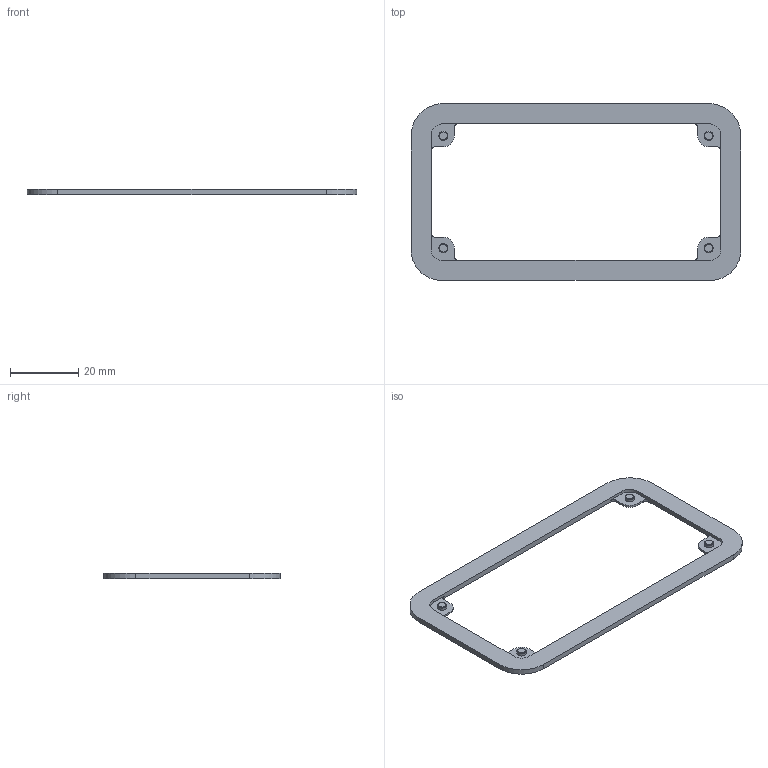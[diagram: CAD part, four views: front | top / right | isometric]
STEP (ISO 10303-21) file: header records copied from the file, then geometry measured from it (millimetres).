
FILE_DESCRIPTION(/* description */ (''),/* implementation_level */ '2;1');
FILE_NAME(/* name */ 'coating_mask.step',/* time_stamp */ '2021-10-22T00:00:00+03:00',/* author */ (''),/* organization */ (''),/* preprocessor_version */ 'ST-DEVELOPER v18.1',/* originating_system */ 'Autodesk Translation Framework v10.10.0.1391',/* authorisation */ '');
FILE_SCHEMA (('AUTOMOTIVE_DESIGN { 1 0 10303 214 3 1 1 }'));
Length unit declared in the file: millimetre
Products named in the file (1): coating_mask
Bounding box: 97 x 52 x 1.6 mm (x, y, z)
Volume: 2611.9 mm3; surface area: 4319.1 mm2
Topology: 1 solids, 1 shells, 54 faces, 140 edges, 92 vertices
Faces by surface type: plane 26, cylinder 24, cone 4
Full cylindrical faces by diameter (mm): 2.7 x4
Entity records: 1708 total; most frequent: DIRECTION 302, CARTESIAN_POINT 287, ORIENTED_EDGE 280, EDGE_CURVE 140, AXIS2_PLACEMENT_3D 107, VERTEX_POINT 92, LINE 88, VECTOR 88
